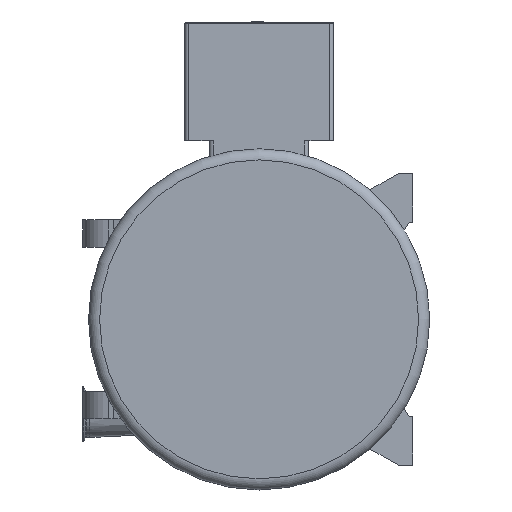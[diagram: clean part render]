
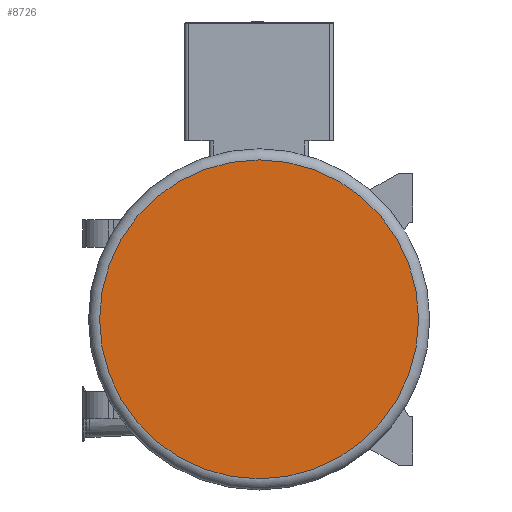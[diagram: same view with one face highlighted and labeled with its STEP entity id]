
A CAD part, left-side view. The second image highlights one B-rep face of the part: STEP entity #8726.
In plain terms, the highlighted planar face has unit normal (-1, 0, 0).
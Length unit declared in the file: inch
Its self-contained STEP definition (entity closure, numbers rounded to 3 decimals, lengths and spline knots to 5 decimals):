
#1653=PLANE('',#9390);
#2054=FACE_OUTER_BOUND('',#2538,.T.);
#2538=EDGE_LOOP('',(#6683,#6684));
#2967=CIRCLE('',#9387,10.394);
#2968=CIRCLE('',#9388,10.394);
#3888=VERTEX_POINT('',#15278);
#3889=VERTEX_POINT('',#15280);
#4940=EDGE_CURVE('',#3888,#3889,#2967,.T.);
#4941=EDGE_CURVE('',#3889,#3888,#2968,.T.);
#6683=ORIENTED_EDGE('',*,*,#4941,.F.);
#6684=ORIENTED_EDGE('',*,*,#4940,.F.);
#8726=ADVANCED_FACE('',(#2054),#1653,.T.);
#9387=AXIS2_PLACEMENT_3D('',#15281,#10983,#10984);
#9388=AXIS2_PLACEMENT_3D('',#15282,#10985,#10986);
#9390=AXIS2_PLACEMENT_3D('',#15284,#10989,#10990);
#10983=DIRECTION('center_axis',(1.,0.,0.));
#10984=DIRECTION('ref_axis',(0.,0.,
1.));
#10985=DIRECTION('center_axis',(1.,0.,0.));
#10986=DIRECTION('ref_axis',(0.,0.,
1.));
#10989=DIRECTION('center_axis',(-1.,0.,0.));
#10990=DIRECTION('ref_axis',(0.,1.,0.));
#15278=CARTESIAN_POINT('',(-37.003,10.394,0.));
#15280=CARTESIAN_POINT('',(-37.003,0.,-10.394));
#15281=CARTESIAN_POINT('Origin',(-37.003,0.,0.));
#15282=CARTESIAN_POINT('Origin',(-37.003,0.,0.));
#15284=CARTESIAN_POINT('Origin',(-37.003,0.,-11.12));
